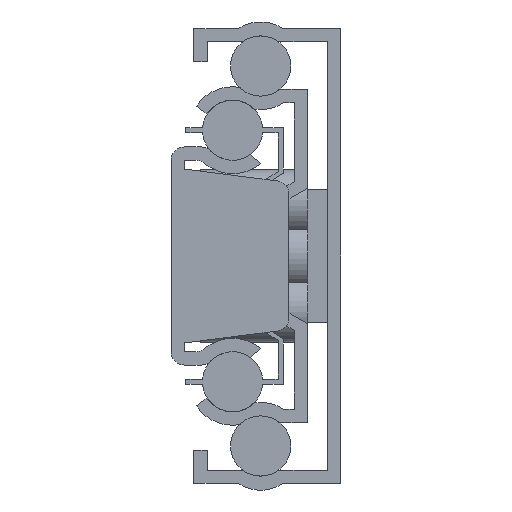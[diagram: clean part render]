
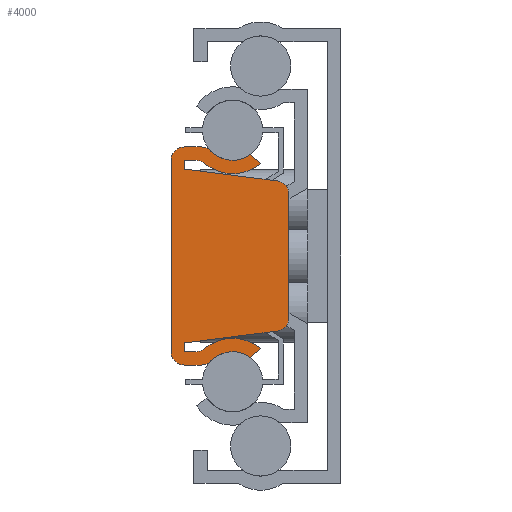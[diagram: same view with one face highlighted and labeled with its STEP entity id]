
A CAD part, left-side view. The second image highlights one B-rep face of the part: STEP entity #4000.
In plain terms, the highlighted planar face has unit normal (-1, 0, 0).
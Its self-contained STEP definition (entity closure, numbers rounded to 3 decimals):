
#309=FACE_OUTER_BOUND('',#549,.T.);
#549=EDGE_LOOP('',(#3342,#3343,#3344,#3345,#3346,#3347,#3348,#3349,#3350,
#3351,#3352,#3353,#3354,#3355,#3356,#3357,#3358,#3359,#3360,#3361,#3362,
#3363,#3364,#3365));
#910=LINE('',#6371,#1336);
#911=LINE('',#6375,#1337);
#912=LINE('',#6381,#1338);
#913=LINE('',#6387,#1339);
#914=LINE('',#6389,#1340);
#915=LINE('',#6391,#1341);
#916=LINE('',#6395,#1342);
#917=LINE('',#6399,#1343);
#918=LINE('',#6401,#1344);
#919=LINE('',#6403,#1345);
#920=LINE('',#6409,#1346);
#921=LINE('',#6414,#1347);
#1336=VECTOR('',#5202,14.3);
#1337=VECTOR('',#5205,1.255);
#1338=VECTOR('',#5210,1.027);
#1339=VECTOR('',#5215,0.861);
#1340=VECTOR('',#5216,0.65);
#1341=VECTOR('',#5217,6.984);
#1342=VECTOR('',#5220,9.24);
#1343=VECTOR('',#5223,6.984);
#1344=VECTOR('',#5224,0.65);
#1345=VECTOR('',#5225,0.861);
#1346=VECTOR('',#5230,1.027);
#1347=VECTOR('',#5235,1.255);
#1581=CIRCLE('',#4315,1.);
#1582=CIRCLE('',#4317,1.);
#1583=CIRCLE('',#4318,1.);
#1584=CIRCLE('',#4319,2.25);
#1585=CIRCLE('',#4320,3.25);
#1586=CIRCLE('',#4321,1.);
#1587=CIRCLE('',#4322,1.);
#1588=CIRCLE('',#4323,1.);
#1589=CIRCLE('',#4324,1.);
#1590=CIRCLE('',#4325,3.25);
#1591=CIRCLE('',#4326,2.25);
#1592=CIRCLE('',#4327,1.);
#1884=VERTEX_POINT('',#6364);
#1885=VERTEX_POINT('',#6366);
#1886=VERTEX_POINT('',#6370);
#1887=VERTEX_POINT('',#6372);
#1888=VERTEX_POINT('',#6374);
#1889=VERTEX_POINT('',#6376);
#1890=VERTEX_POINT('',#6378);
#1891=VERTEX_POINT('',#6380);
#1892=VERTEX_POINT('',#6382);
#1893=VERTEX_POINT('',#6384);
#1894=VERTEX_POINT('',#6386);
#1895=VERTEX_POINT('',#6388);
#1896=VERTEX_POINT('',#6390);
#1897=VERTEX_POINT('',#6392);
#1898=VERTEX_POINT('',#6394);
#1899=VERTEX_POINT('',#6396);
#1900=VERTEX_POINT('',#6398);
#1901=VERTEX_POINT('',#6400);
#1902=VERTEX_POINT('',#6402);
#1903=VERTEX_POINT('',#6404);
#1904=VERTEX_POINT('',#6406);
#1905=VERTEX_POINT('',#6408);
#1906=VERTEX_POINT('',#6410);
#1907=VERTEX_POINT('',#6412);
#2392=EDGE_CURVE('',#1884,#1885,#1581,.T.);
#2394=EDGE_CURVE('',#1884,#1886,#910,.T.);
#2395=EDGE_CURVE('',#1887,#1886,#1582,.T.);
#2396=EDGE_CURVE('',#1887,#1888,#911,.T.);
#2397=EDGE_CURVE('',#1889,#1888,#1583,.T.);
#2398=EDGE_CURVE('',#1889,#1890,#1584,.T.);
#2399=EDGE_CURVE('',#1890,#1891,#912,.T.);
#2400=EDGE_CURVE('',#1891,#1892,#1585,.T.);
#2401=EDGE_CURVE('',#1893,#1892,#1586,.T.);
#2402=EDGE_CURVE('',#1893,#1894,#913,.T.);
#2403=EDGE_CURVE('',#1894,#1895,#914,.T.);
#2404=EDGE_CURVE('',#1895,#1896,#915,.T.);
#2405=EDGE_CURVE('',#1897,#1896,#1587,.T.);
#2406=EDGE_CURVE('',#1898,#1897,#916,.T.);
#2407=EDGE_CURVE('',#1899,#1898,#1588,.T.);
#2408=EDGE_CURVE('',#1900,#1899,#917,.T.);
#2409=EDGE_CURVE('',#1900,#1901,#918,.T.);
#2410=EDGE_CURVE('',#1901,#1902,#919,.T.);
#2411=EDGE_CURVE('',#1903,#1902,#1589,.T.);
#2412=EDGE_CURVE('',#1903,#1904,#1590,.T.);
#2413=EDGE_CURVE('',#1904,#1905,#920,.T.);
#2414=EDGE_CURVE('',#1905,#1906,#1591,.T.);
#2415=EDGE_CURVE('',#1907,#1906,#1592,.T.);
#2416=EDGE_CURVE('',#1907,#1885,#921,.T.);
#3342=ORIENTED_EDGE('',*,*,#2392,.F.);
#3343=ORIENTED_EDGE('',*,*,#2394,.T.);
#3344=ORIENTED_EDGE('',*,*,#2395,.F.);
#3345=ORIENTED_EDGE('',*,*,#2396,.T.);
#3346=ORIENTED_EDGE('',*,*,#2397,.F.);
#3347=ORIENTED_EDGE('',*,*,#2398,.T.);
#3348=ORIENTED_EDGE('',*,*,#2399,.T.);
#3349=ORIENTED_EDGE('',*,*,#2400,.T.);
#3350=ORIENTED_EDGE('',*,*,#2401,.F.);
#3351=ORIENTED_EDGE('',*,*,#2402,.T.);
#3352=ORIENTED_EDGE('',*,*,#2403,.T.);
#3353=ORIENTED_EDGE('',*,*,#2404,.T.);
#3354=ORIENTED_EDGE('',*,*,#2405,.F.);
#3355=ORIENTED_EDGE('',*,*,#2406,.F.);
#3356=ORIENTED_EDGE('',*,*,#2407,.F.);
#3357=ORIENTED_EDGE('',*,*,#2408,.F.);
#3358=ORIENTED_EDGE('',*,*,#2409,.T.);
#3359=ORIENTED_EDGE('',*,*,#2410,.T.);
#3360=ORIENTED_EDGE('',*,*,#2411,.F.);
#3361=ORIENTED_EDGE('',*,*,#2412,.T.);
#3362=ORIENTED_EDGE('',*,*,#2413,.T.);
#3363=ORIENTED_EDGE('',*,*,#2414,.T.);
#3364=ORIENTED_EDGE('',*,*,#2415,.F.);
#3365=ORIENTED_EDGE('',*,*,#2416,.T.);
#3817=PLANE('',#4316);
#4000=ADVANCED_FACE('',(#309),#3817,.F.);
#4315=AXIS2_PLACEMENT_3D('',#6367,#5197,#5198);
#4316=AXIS2_PLACEMENT_3D('',#6369,#5200,#5201);
#4317=AXIS2_PLACEMENT_3D('',#6373,#5203,#5204);
#4318=AXIS2_PLACEMENT_3D('',#6377,#5206,#5207);
#4319=AXIS2_PLACEMENT_3D('',#6379,#5208,#5209);
#4320=AXIS2_PLACEMENT_3D('',#6383,#5211,#5212);
#4321=AXIS2_PLACEMENT_3D('',#6385,#5213,#5214);
#4322=AXIS2_PLACEMENT_3D('',#6393,#5218,#5219);
#4323=AXIS2_PLACEMENT_3D('',#6397,#5221,#5222);
#4324=AXIS2_PLACEMENT_3D('',#6405,#5226,#5227);
#4325=AXIS2_PLACEMENT_3D('',#6407,#5228,#5229);
#4326=AXIS2_PLACEMENT_3D('',#6411,#5231,#5232);
#4327=AXIS2_PLACEMENT_3D('',#6413,#5233,#5234);
#5197=DIRECTION('center_axis',(1.,0.,0.));
#5198=DIRECTION('ref_axis',(0.,0.707,0.707));
#5200=DIRECTION('center_axis',(1.,0.,0.));
#5201=DIRECTION('ref_axis',(0.,0.,-1.));
#5202=DIRECTION('',(0.,0.,-1.));
#5203=DIRECTION('center_axis',(1.,0.,0.));
#5204=DIRECTION('ref_axis',(0.,0.707,-0.707));
#5205=DIRECTION('',(0.,-1.,0.));
#5206=DIRECTION('center_axis',(1.,0.,0.));
#5207=DIRECTION('ref_axis',(0.,-0.392,-0.92));
#5208=DIRECTION('center_axis',(1.,0.,0.));
#5209=DIRECTION('ref_axis',(0.,-0.831,-0.556));
#5210=DIRECTION('',(0.,-0.779,0.627));
#5211=DIRECTION('center_axis',(-1.,0.,0.));
#5212=DIRECTION('ref_axis',(0.,0.722,0.692));
#5213=DIRECTION('center_axis',(-1.,0.,0.));
#5214=DIRECTION('ref_axis',(0.,-0.343,-0.939));
#5215=DIRECTION('',(0.,1.,0.));
#5216=DIRECTION('',(0.,0.,1.));
#5217=DIRECTION('',(0.,-0.992,0.127));
#5218=DIRECTION('center_axis',(1.,0.,0.));
#5219=DIRECTION('ref_axis',(0.,-0.751,-0.661));
#5220=DIRECTION('',(0.,0.,-1.));
#5221=DIRECTION('center_axis',(1.,0.,0.));
#5222=DIRECTION('ref_axis',(0.,-0.751,0.661));
#5223=DIRECTION('',(0.,-0.992,-0.127));
#5224=DIRECTION('',(0.,0.,1.));
#5225=DIRECTION('',(0.,-1.,0.));
#5226=DIRECTION('center_axis',(-1.,0.,0.));
#5227=DIRECTION('ref_axis',(0.,-0.343,0.939));
#5228=DIRECTION('center_axis',(-1.,0.,0.));
#5229=DIRECTION('ref_axis',(0.,-0.646,-0.763));
#5230=DIRECTION('',(0.,0.779,0.627));
#5231=DIRECTION('center_axis',(1.,0.,0.));
#5232=DIRECTION('ref_axis',(0.,-1.,0.));
#5233=DIRECTION('center_axis',(1.,0.,0.));
#5234=DIRECTION('ref_axis',(0.,-0.392,0.92));
#5235=DIRECTION('',(0.,1.,0.));
#6364=CARTESIAN_POINT('',(-99.,12.7,7.15));
#6366=CARTESIAN_POINT('',(-99.,11.7,8.15));
#6367=CARTESIAN_POINT('Origin',(-99.,11.7,7.15));
#6369=CARTESIAN_POINT('Origin',(-99.,10.979,5.099));
#6370=CARTESIAN_POINT('',(-99.,12.7,-7.15));
#6371=CARTESIAN_POINT('',(-99.,12.7,0.));
#6372=CARTESIAN_POINT('',(-99.,11.7,-8.15));
#6373=CARTESIAN_POINT('Origin',(-99.,11.7,-7.15));
#6374=CARTESIAN_POINT('',(-99.,10.445,-8.15));
#6375=CARTESIAN_POINT('',(-99.,9.971,-8.15));
#6376=CARTESIAN_POINT('',(-99.,9.724,-7.842));
#6377=CARTESIAN_POINT('Origin',(-99.,10.445,-7.15));
#6378=CARTESIAN_POINT('',(-99.,6.8,-7.564));
#6379=CARTESIAN_POINT('Origin',(-99.,8.1,-9.4));
#6380=CARTESIAN_POINT('',(-99.,6.,-6.92));
#6381=CARTESIAN_POINT('',(-99.,6.,-6.92));
#6382=CARTESIAN_POINT('',(-99.,10.194,-6.915));
#6383=CARTESIAN_POINT('Origin',(-99.,8.1,-9.4));
#6384=CARTESIAN_POINT('',(-99.,10.839,-7.15));
#6385=CARTESIAN_POINT('Origin',(-99.,10.839,-6.15));
#6386=CARTESIAN_POINT('',(-99.,11.7,-7.15));
#6387=CARTESIAN_POINT('',(-99.,11.7,-7.15));
#6388=CARTESIAN_POINT('',(-99.,11.7,-6.5));
#6389=CARTESIAN_POINT('',(-99.,11.7,0.));
#6390=CARTESIAN_POINT('',(-99.,4.773,-5.612));
#6391=CARTESIAN_POINT('',(-99.,11.7,-6.5));
#6392=CARTESIAN_POINT('',(-99.,3.9,-4.62));
#6393=CARTESIAN_POINT('Origin',(-99.,4.9,-4.62));
#6394=CARTESIAN_POINT('',(-99.,3.9,4.62));
#6395=CARTESIAN_POINT('',(-99.,3.9,-5.5));
#6396=CARTESIAN_POINT('',(-99.,4.773,5.612));
#6397=CARTESIAN_POINT('Origin',(-99.,4.9,4.62));
#6398=CARTESIAN_POINT('',(-99.,11.7,6.5));
#6399=CARTESIAN_POINT('',(-99.,11.7,6.5));
#6400=CARTESIAN_POINT('',(-99.,11.7,7.15));
#6401=CARTESIAN_POINT('',(-99.,11.7,0.));
#6402=CARTESIAN_POINT('',(-99.,10.839,7.15));
#6403=CARTESIAN_POINT('',(-99.,10.445,7.15));
#6404=CARTESIAN_POINT('',(-99.,10.194,6.915));
#6405=CARTESIAN_POINT('Origin',(-99.,10.839,6.15));
#6406=CARTESIAN_POINT('',(-99.,6.,6.92));
#6407=CARTESIAN_POINT('Origin',(-99.,8.1,9.4));
#6408=CARTESIAN_POINT('',(-99.,6.8,7.564));
#6409=CARTESIAN_POINT('',(-99.,6.8,7.564));
#6410=CARTESIAN_POINT('',(-99.,9.724,7.842));
#6411=CARTESIAN_POINT('Origin',(-99.,8.1,9.4));
#6412=CARTESIAN_POINT('',(-99.,10.445,8.15));
#6413=CARTESIAN_POINT('Origin',(-99.,10.445,7.15));
#6414=CARTESIAN_POINT('',(-99.,12.7,8.15));
